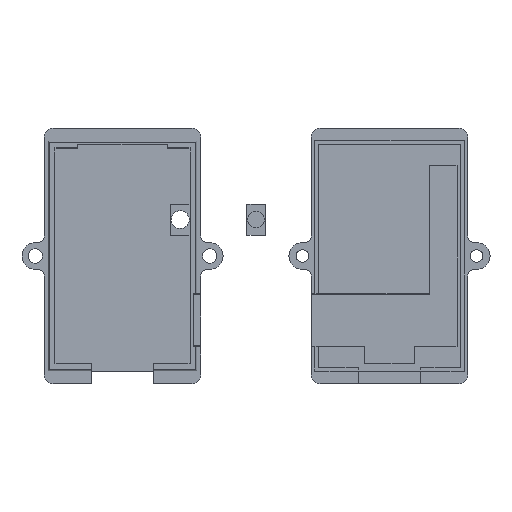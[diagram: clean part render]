
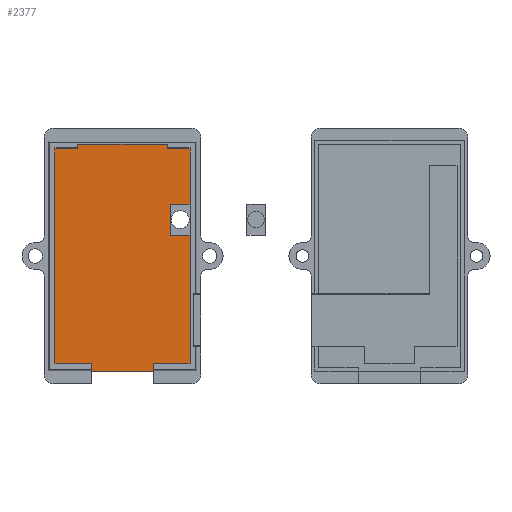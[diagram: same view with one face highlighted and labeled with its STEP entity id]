
A CAD part, top view. The second image highlights one B-rep face of the part: STEP entity #2377.
In plain terms, the highlighted planar face has unit normal (0, 0, 1).
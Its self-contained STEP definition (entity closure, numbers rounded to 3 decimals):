
#167=FACE_OUTER_BOUND('',#295,.T.);
#295=EDGE_LOOP('',(#1862,#1863,#1864,#1865,#1866,#1867,#1868,#1869,#1870,
#1871,#1872,#1873,#1874,#1875,#1876,#1877));
#498=LINE('',#3590,#792);
#502=LINE('',#3598,#796);
#505=LINE('',#3604,#799);
#509=LINE('',#3612,#803);
#510=LINE('',#3614,#804);
#511=LINE('',#3616,#805);
#512=LINE('',#3618,#806);
#513=LINE('',#3620,#807);
#514=LINE('',#3622,#808);
#515=LINE('',#3624,#809);
#516=LINE('',#3626,#810);
#517=LINE('',#3628,#811);
#518=LINE('',#3630,#812);
#519=LINE('',#3632,#813);
#520=LINE('',#3634,#814);
#521=LINE('',#3635,#815);
#792=VECTOR('',#2919,10.);
#796=VECTOR('',#2925,10.);
#799=VECTOR('',#2930,10.);
#803=VECTOR('',#2938,10.);
#804=VECTOR('',#2939,10.);
#805=VECTOR('',#2940,10.);
#806=VECTOR('',#2941,10.);
#807=VECTOR('',#2942,10.);
#808=VECTOR('',#2943,10.);
#809=VECTOR('',#2944,10.);
#810=VECTOR('',#2945,10.);
#811=VECTOR('',#2946,10.);
#812=VECTOR('',#2947,10.);
#813=VECTOR('',#2948,10.);
#814=VECTOR('',#2949,10.);
#815=VECTOR('',#2950,10.);
#1059=VERTEX_POINT('',#3588);
#1060=VERTEX_POINT('',#3589);
#1063=VERTEX_POINT('',#3597);
#1065=VERTEX_POINT('',#3603);
#1067=VERTEX_POINT('',#3611);
#1068=VERTEX_POINT('',#3613);
#1069=VERTEX_POINT('',#3615);
#1070=VERTEX_POINT('',#3617);
#1071=VERTEX_POINT('',#3619);
#1072=VERTEX_POINT('',#3621);
#1073=VERTEX_POINT('',#3623);
#1074=VERTEX_POINT('',#3625);
#1075=VERTEX_POINT('',#3627);
#1076=VERTEX_POINT('',#3629);
#1077=VERTEX_POINT('',#3631);
#1078=VERTEX_POINT('',#3633);
#1342=EDGE_CURVE('',#1059,#1060,#498,.T.);
#1346=EDGE_CURVE('',#1060,#1063,#502,.T.);
#1349=EDGE_CURVE('',#1063,#1065,#505,.T.);
#1353=EDGE_CURVE('',#1065,#1067,#509,.T.);
#1354=EDGE_CURVE('',#1067,#1068,#510,.T.);
#1355=EDGE_CURVE('',#1068,#1069,#511,.T.);
#1356=EDGE_CURVE('',#1069,#1070,#512,.T.);
#1357=EDGE_CURVE('',#1070,#1071,#513,.T.);
#1358=EDGE_CURVE('',#1071,#1072,#514,.T.);
#1359=EDGE_CURVE('',#1072,#1073,#515,.T.);
#1360=EDGE_CURVE('',#1073,#1074,#516,.T.);
#1361=EDGE_CURVE('',#1074,#1075,#517,.T.);
#1362=EDGE_CURVE('',#1075,#1076,#518,.T.);
#1363=EDGE_CURVE('',#1076,#1077,#519,.T.);
#1364=EDGE_CURVE('',#1077,#1078,#520,.T.);
#1365=EDGE_CURVE('',#1078,#1059,#521,.T.);
#1862=ORIENTED_EDGE('',*,*,#1342,.T.);
#1863=ORIENTED_EDGE('',*,*,#1346,.T.);
#1864=ORIENTED_EDGE('',*,*,#1349,.T.);
#1865=ORIENTED_EDGE('',*,*,#1353,.T.);
#1866=ORIENTED_EDGE('',*,*,#1354,.T.);
#1867=ORIENTED_EDGE('',*,*,#1355,.T.);
#1868=ORIENTED_EDGE('',*,*,#1356,.T.);
#1869=ORIENTED_EDGE('',*,*,#1357,.T.);
#1870=ORIENTED_EDGE('',*,*,#1358,.T.);
#1871=ORIENTED_EDGE('',*,*,#1359,.T.);
#1872=ORIENTED_EDGE('',*,*,#1360,.T.);
#1873=ORIENTED_EDGE('',*,*,#1361,.T.);
#1874=ORIENTED_EDGE('',*,*,#1362,.T.);
#1875=ORIENTED_EDGE('',*,*,#1363,.T.);
#1876=ORIENTED_EDGE('',*,*,#1364,.T.);
#1877=ORIENTED_EDGE('',*,*,#1365,.T.);
#2267=PLANE('',#2530);
#2377=ADVANCED_FACE('',(#167),#2267,.F.);
#2530=AXIS2_PLACEMENT_3D('',#3610,#2936,#2937);
#2919=DIRECTION('',(-1.,0.,0.));
#2925=DIRECTION('',(0.,1.,0.));
#2930=DIRECTION('',(1.,0.,0.));
#2936=DIRECTION('center_axis',(0.,0.,-1.));
#2937=DIRECTION('ref_axis',(-1.,0.,0.));
#2938=DIRECTION('',(0.,1.,0.));
#2939=DIRECTION('',(-1.,0.,0.));
#2940=DIRECTION('',(0.,1.,0.));
#2941=DIRECTION('',(-1.,0.,0.));
#2942=DIRECTION('',(0.,-1.,0.));
#2943=DIRECTION('',(-1.,0.,0.));
#2944=DIRECTION('',(0.,-1.,0.));
#2945=DIRECTION('',(1.,0.,0.));
#2946=DIRECTION('',(0.,-1.,0.));
#2947=DIRECTION('',(1.,0.,0.));
#2948=DIRECTION('',(0.,1.,0.));
#2949=DIRECTION('',(1.,0.,0.));
#2950=DIRECTION('',(0.,1.,0.));
#3588=CARTESIAN_POINT('',(-44.74,29.375,-1.4));
#3589=CARTESIAN_POINT('',(-49.11,29.375,-1.4));
#3590=CARTESIAN_POINT('',(-54.495,29.375,-1.4));
#3597=CARTESIAN_POINT('',(-49.11,36.375,-1.4));
#3598=CARTESIAN_POINT('',(-49.11,30.548,-1.4));
#3603=CARTESIAN_POINT('',(-44.74,36.375,-1.4));
#3604=CARTESIAN_POINT('',(-52.31,36.375,-1.4));
#3610=CARTESIAN_POINT('Origin',(-59.88,24.72,-1.4));
#3611=CARTESIAN_POINT('',(-44.74,48.94,-1.4));
#3612=CARTESIAN_POINT('',(-44.74,12.61,-1.4));
#3613=CARTESIAN_POINT('',(-49.88,48.94,-1.4));
#3614=CARTESIAN_POINT('',(-52.31,48.94,-1.4));
#3615=CARTESIAN_POINT('',(-49.88,49.74,-1.4));
#3616=CARTESIAN_POINT('',(-49.88,36.83,-1.4));
#3617=CARTESIAN_POINT('',(-69.88,49.74,-1.4));
#3618=CARTESIAN_POINT('',(-54.88,49.74,-1.4));
#3619=CARTESIAN_POINT('',(-69.88,48.94,-1.4));
#3620=CARTESIAN_POINT('',(-69.88,37.23,-1.4));
#3621=CARTESIAN_POINT('',(-75.02,48.94,-1.4));
#3622=CARTESIAN_POINT('',(-64.88,48.94,-1.4));
#3623=CARTESIAN_POINT('',(-75.02,0.5,-1.4));
#3624=CARTESIAN_POINT('',(-75.02,36.83,-1.4));
#3625=CARTESIAN_POINT('',(-66.88,0.5,-1.4));
#3626=CARTESIAN_POINT('',(-67.45,0.5,-1.4));
#3627=CARTESIAN_POINT('',(-66.88,-1.1,-1.4));
#3628=CARTESIAN_POINT('',(-66.88,12.61,-1.4));
#3629=CARTESIAN_POINT('',(-52.88,-1.1,-1.4));
#3630=CARTESIAN_POINT('',(-56.38,-1.1,-1.4));
#3631=CARTESIAN_POINT('',(-52.88,0.5,-1.4));
#3632=CARTESIAN_POINT('',(-52.88,10.41,-1.4));
#3633=CARTESIAN_POINT('',(-44.74,0.5,-1.4));
#3634=CARTESIAN_POINT('',(-56.38,0.5,-1.4));
#3635=CARTESIAN_POINT('',(-44.74,12.61,-1.4));
